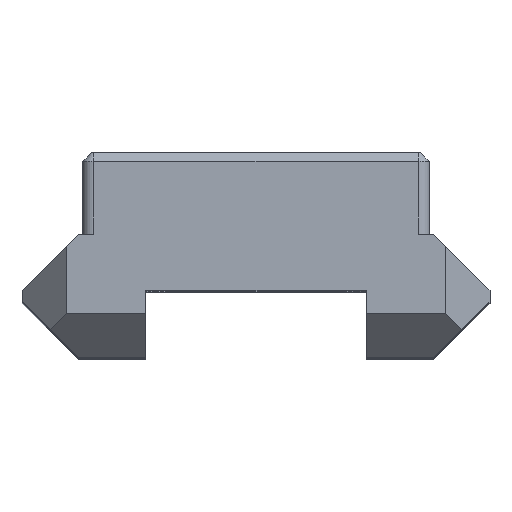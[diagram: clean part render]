
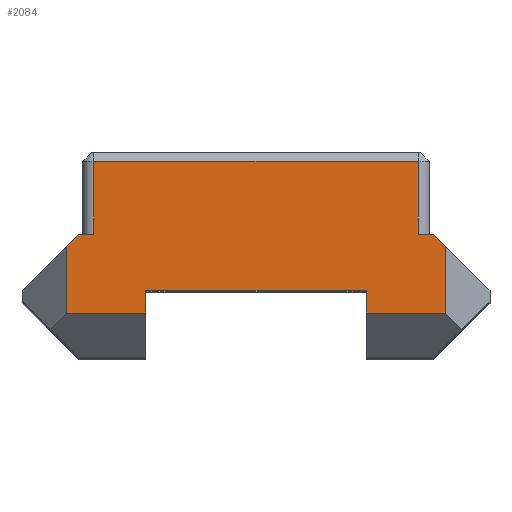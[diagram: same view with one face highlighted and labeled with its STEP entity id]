
A CAD part, top view. The second image highlights one B-rep face of the part: STEP entity #2084.
In plain terms, the highlighted planar face has unit normal (0, 0, 1).
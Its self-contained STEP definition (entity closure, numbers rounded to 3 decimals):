
#103=LINE('',#3156,#351);
#118=LINE('',#3197,#366);
#119=LINE('',#3200,#367);
#120=LINE('',#3202,#368);
#121=LINE('',#3204,#369);
#122=LINE('',#3206,#370);
#123=LINE('',#3208,#371);
#124=LINE('',#3210,#372);
#125=LINE('',#3212,#373);
#126=LINE('',#3214,#374);
#127=LINE('',#3216,#375);
#128=LINE('',#3218,#376);
#129=LINE('',#3220,#377);
#130=LINE('',#3221,#378);
#351=VECTOR('',#2555,10.);
#366=VECTOR('',#2602,10.);
#367=VECTOR('',#2605,10.);
#368=VECTOR('',#2606,10.);
#369=VECTOR('',#2607,10.);
#370=VECTOR('',#2608,10.);
#371=VECTOR('',#2609,10.);
#372=VECTOR('',#2610,10.);
#373=VECTOR('',#2611,10.);
#374=VECTOR('',#2612,10.);
#375=VECTOR('',#2613,10.);
#376=VECTOR('',#2614,10.);
#377=VECTOR('',#2615,10.);
#378=VECTOR('',#2616,10.);
#578=PLANE('',#2258);
#684=FACE_OUTER_BOUND('',#805,.T.);
#805=EDGE_LOOP('',(#1634,#1635,#1636,#1637,#1638,#1639,#1640,#1641,#1642,
#1643,#1644,#1645,#1646,#1647));
#1006=VERTEX_POINT('',#3153);
#1007=VERTEX_POINT('',#3155);
#1017=VERTEX_POINT('',#3195);
#1018=VERTEX_POINT('',#3199);
#1019=VERTEX_POINT('',#3201);
#1020=VERTEX_POINT('',#3203);
#1021=VERTEX_POINT('',#3205);
#1022=VERTEX_POINT('',#3207);
#1023=VERTEX_POINT('',#3209);
#1024=VERTEX_POINT('',#3211);
#1025=VERTEX_POINT('',#3213);
#1026=VERTEX_POINT('',#3215);
#1027=VERTEX_POINT('',#3217);
#1028=VERTEX_POINT('',#3219);
#1227=EDGE_CURVE('',#1007,#1006,#103,.T.);
#1248=EDGE_CURVE('',#1006,#1017,#118,.T.);
#1249=EDGE_CURVE('',#1017,#1018,#119,.T.);
#1250=EDGE_CURVE('',#1018,#1019,#120,.T.);
#1251=EDGE_CURVE('',#1019,#1020,#121,.T.);
#1252=EDGE_CURVE('',#1020,#1021,#122,.T.);
#1253=EDGE_CURVE('',#1022,#1021,#123,.T.);
#1254=EDGE_CURVE('',#1023,#1022,#124,.T.);
#1255=EDGE_CURVE('',#1024,#1023,#125,.T.);
#1256=EDGE_CURVE('',#1024,#1025,#126,.T.);
#1257=EDGE_CURVE('',#1025,#1026,#127,.T.);
#1258=EDGE_CURVE('',#1027,#1026,#128,.F.);
#1259=EDGE_CURVE('',#1028,#1027,#129,.F.);
#1260=EDGE_CURVE('',#1028,#1007,#130,.T.);
#1634=ORIENTED_EDGE('',*,*,#1227,.T.);
#1635=ORIENTED_EDGE('',*,*,#1248,.T.);
#1636=ORIENTED_EDGE('',*,*,#1249,.T.);
#1637=ORIENTED_EDGE('',*,*,#1250,.T.);
#1638=ORIENTED_EDGE('',*,*,#1251,.T.);
#1639=ORIENTED_EDGE('',*,*,#1252,.T.);
#1640=ORIENTED_EDGE('',*,*,#1253,.F.);
#1641=ORIENTED_EDGE('',*,*,#1254,.F.);
#1642=ORIENTED_EDGE('',*,*,#1255,.F.);
#1643=ORIENTED_EDGE('',*,*,#1256,.T.);
#1644=ORIENTED_EDGE('',*,*,#1257,.T.);
#1645=ORIENTED_EDGE('',*,*,#1258,.F.);
#1646=ORIENTED_EDGE('',*,*,#1259,.F.);
#1647=ORIENTED_EDGE('',*,*,#1260,.T.);
#2084=ADVANCED_FACE('',(#684),#578,.F.);
#2258=AXIS2_PLACEMENT_3D('',#3198,#2603,#2604);
#2555=DIRECTION('',(-1.,0.,0.));
#2602=DIRECTION('',(0.,-1.,0.));
#2603=DIRECTION('center_axis',(0.,0.,
-1.));
#2604=DIRECTION('ref_axis',(-1.,0.,0.));
#2605=DIRECTION('',(-1.,0.,0.));
#2606=DIRECTION('',(-0.707,-0.707,0.));
#2607=DIRECTION('',(0.,-1.,0.));
#2608=DIRECTION('',(1.,0.,0.));
#2609=DIRECTION('',(0.,-1.,0.));
#2610=DIRECTION('',(-1.,0.,0.));
#2611=DIRECTION('',(0.,1.,0.));
#2612=DIRECTION('',(1.,0.,0.));
#2613=DIRECTION('',(0.,1.,0.));
#2614=DIRECTION('',(-0.707,0.707,0.));
#2615=DIRECTION('',(-1.,0.,0.));
#2616=DIRECTION('',(0.,1.,0.));
#3153=CARTESIAN_POINT('',(-175.75,14.4,14.65));
#3155=CARTESIAN_POINT('',(-161.05,14.4,14.65));
#3156=CARTESIAN_POINT('',(-168.4,14.4,14.65));
#3195=CARTESIAN_POINT('',(-175.75,11.1,14.65));
#3197=CARTESIAN_POINT('',(-175.75,9.313,14.65));
#3198=CARTESIAN_POINT('Origin',(-168.4,7.025,14.65));
#3199=CARTESIAN_POINT('',(-176.45,11.1,14.65));
#3200=CARTESIAN_POINT('',(-167.45,11.1,14.65));
#3201=CARTESIAN_POINT('',(-177.,10.55,14.65));
#3202=CARTESIAN_POINT('',(-176.731,10.819,14.65));
#3203=CARTESIAN_POINT('',(-177.,7.5,14.65));
#3204=CARTESIAN_POINT('',(-177.,11.263,14.65));
#3205=CARTESIAN_POINT('',(-173.4,7.5,14.65));
#3206=CARTESIAN_POINT('',(-167.45,7.5,14.65));
#3207=CARTESIAN_POINT('',(-173.4,8.55,14.65));
#3208=CARTESIAN_POINT('',(-173.4,6.788,14.65));
#3209=CARTESIAN_POINT('',(-163.4,8.55,14.65));
#3210=CARTESIAN_POINT('',(-168.4,8.55,14.65));
#3211=CARTESIAN_POINT('',(-163.4,7.5,14.65));
#3212=CARTESIAN_POINT('',(-163.4,6.787,14.65));
#3213=CARTESIAN_POINT('',(-159.8,7.5,14.65));
#3214=CARTESIAN_POINT('',(-167.45,7.5,14.65));
#3215=CARTESIAN_POINT('',(-159.8,10.55,14.65));
#3216=CARTESIAN_POINT('',(-159.8,11.263,14.65));
#3217=CARTESIAN_POINT('',(-160.35,11.1,14.65));
#3218=CARTESIAN_POINT('',(-160.069,10.819,14.65));
#3219=CARTESIAN_POINT('',(-161.05,11.1,14.65));
#3220=CARTESIAN_POINT('',(-167.45,11.1,14.65));
#3221=CARTESIAN_POINT('',(-161.05,9.313,14.65));
